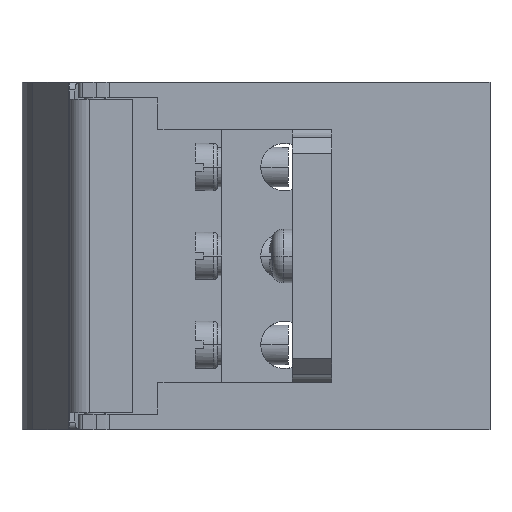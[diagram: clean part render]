
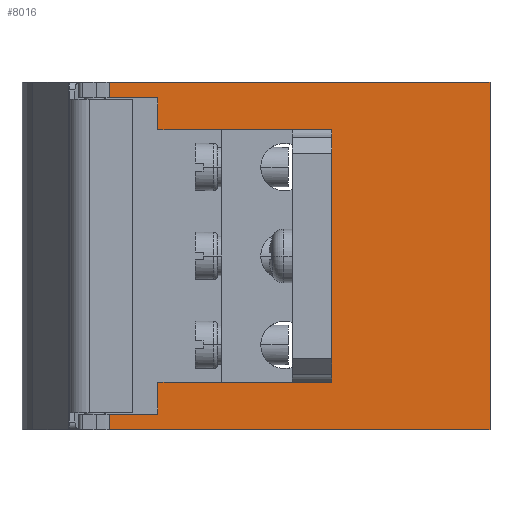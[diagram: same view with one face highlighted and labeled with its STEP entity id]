
A CAD part, left-side view. The second image highlights one B-rep face of the part: STEP entity #8016.
In plain terms, the highlighted planar face has unit normal (-1, 0, 0).
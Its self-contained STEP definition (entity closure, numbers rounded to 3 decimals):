
#1279=DIRECTION('',(0.,0.,1.));
#1280=VECTOR('',#1279,30.);
#1281=CARTESIAN_POINT('',(-21.,20.,-15.));
#1282=LINE('',#1281,#1280);
#1283=DIRECTION('',(0.,1.,0.));
#1284=VECTOR('',#1283,6.172);
#1285=CARTESIAN_POINT('',(-21.,42.,20.));
#1286=LINE('',#1285,#1284);
#1287=DIRECTION('',(0.,0.,1.));
#1288=VECTOR('',#1287,2.);
#1289=CARTESIAN_POINT('',(-21.,48.172,20.));
#1290=LINE('',#1289,#1288);
#1291=DIRECTION('',(0.,-1.,0.));
#1292=VECTOR('',#1291,48.172);
#1293=CARTESIAN_POINT('',(-21.,48.172,22.));
#1294=LINE('',#1293,#1292);
#1295=DIRECTION('',(0.,1.,0.));
#1296=VECTOR('',#1295,48.172);
#1297=CARTESIAN_POINT('',(-21.,0.,-22.));
#1298=LINE('',#1297,#1296);
#1299=DIRECTION('',(0.,-1.,0.));
#1300=VECTOR('',#1299,6.172);
#1301=CARTESIAN_POINT('',(-21.,48.172,-20.));
#1302=LINE('',#1301,#1300);
#1395=DIRECTION('',(0.,0.,-1.));
#1396=VECTOR('',#1395,1.);
#1397=CARTESIAN_POINT('',(-21.,20.,16.));
#1398=LINE('',#1397,#1396);
#1412=DIRECTION('',(0.,0.,-1.));
#1413=VECTOR('',#1412,1.);
#1414=CARTESIAN_POINT('',(-21.,20.,-15.));
#1415=LINE('',#1414,#1413);
#2805=DIRECTION('',(0.,0.,-1.));
#2806=VECTOR('',#2805,4.);
#2807=CARTESIAN_POINT('',(-21.,42.,20.));
#2808=LINE('',#2807,#2806);
#2821=DIRECTION('',(0.,-1.,0.));
#2822=VECTOR('',#2821,22.);
#2823=CARTESIAN_POINT('',(-21.,42.,16.));
#2824=LINE('',#2823,#2822);
#2845=DIRECTION('',(0.,1.,0.));
#2846=VECTOR('',#2845,22.);
#2847=CARTESIAN_POINT('',(-21.,20.,-16.));
#2848=LINE('',#2847,#2846);
#2849=DIRECTION('',(0.,0.,-1.));
#2850=VECTOR('',#2849,4.);
#2851=CARTESIAN_POINT('',(-21.,42.,-16.));
#2852=LINE('',#2851,#2850);
#3173=DIRECTION('',(0.,0.,1.));
#3174=VECTOR('',#3173,44.);
#3175=CARTESIAN_POINT('',(-21.,0.,-22.));
#3176=LINE('',#3175,#3174);
#4305=DIRECTION('',(0.,0.,-1.));
#4306=VECTOR('',#4305,2.);
#4307=CARTESIAN_POINT('',(-21.,48.172,-20.));
#4308=LINE('',#4307,#4306);
#4979=CARTESIAN_POINT('',(-21.,48.172,-22.));
#4980=VERTEX_POINT('',#4979);
#4981=CARTESIAN_POINT('',(-21.,0.,-22.));
#4982=VERTEX_POINT('',#4981);
#5035=CARTESIAN_POINT('',(-21.,48.172,-20.));
#5037=VERTEX_POINT('',#5035);
#5105=CARTESIAN_POINT('',(-21.,48.172,20.));
#5106=VERTEX_POINT('',#5105);
#5108=CARTESIAN_POINT('',(-21.,42.,20.));
#5110=VERTEX_POINT('',#5108);
#5153=CARTESIAN_POINT('',(-21.,0.,22.));
#5154=VERTEX_POINT('',#5153);
#5155=CARTESIAN_POINT('',(-21.,48.172,22.));
#5156=VERTEX_POINT('',#5155);
#5169=CARTESIAN_POINT('',(-21.,42.,-20.));
#5170=VERTEX_POINT('',#5169);
#5171=CARTESIAN_POINT('',(-21.,42.,-16.));
#5172=VERTEX_POINT('',#5171);
#5173=CARTESIAN_POINT('',(-21.,20.,-16.));
#5174=VERTEX_POINT('',#5173);
#5175=CARTESIAN_POINT('',(-21.,42.,16.));
#5176=CARTESIAN_POINT('',(-21.,20.,16.));
#5177=VERTEX_POINT('',#5175);
#5178=VERTEX_POINT('',#5176);
#6157=CARTESIAN_POINT('',(-21.,20.,-15.));
#6158=CARTESIAN_POINT('',(-21.,20.,15.));
#6159=VERTEX_POINT('',#6157);
#6160=VERTEX_POINT('',#6158);
#7985=CARTESIAN_POINT('',(-21.,24.086,0.));
#7986=DIRECTION('',(1.,0.,0.));
#7987=DIRECTION('',(0.,-1.,0.));
#7988=AXIS2_PLACEMENT_3D('',#7985,#7986,#7987);
#7989=PLANE('',#7988);
#7991=ORIENTED_EDGE('',*,*,#7990,.T.);
#7993=ORIENTED_EDGE('',*,*,#7992,.F.);
#7995=ORIENTED_EDGE('',*,*,#7994,.F.);
#7997=ORIENTED_EDGE('',*,*,#7996,.F.);
#7998=ORIENTED_EDGE('',*,*,#7716,.T.);
#7999=ORIENTED_EDGE('',*,*,#7980,.T.);
#8000=ORIENTED_EDGE('',*,*,#7392,.T.);
#8002=ORIENTED_EDGE('',*,*,#8001,.F.);
#8004=ORIENTED_EDGE('',*,*,#8003,.T.);
#8006=ORIENTED_EDGE('',*,*,#8005,.F.);
#8007=ORIENTED_EDGE('',*,*,#7532,.T.);
#8009=ORIENTED_EDGE('',*,*,#8008,.F.);
#8011=ORIENTED_EDGE('',*,*,#8010,.F.);
#8013=ORIENTED_EDGE('',*,*,#8012,.F.);
#8014=EDGE_LOOP('',(#7991,#7993,#7995,#7997,#7998,#7999,#8000,#8002,#8004,#8006,
#8007,#8009,#8011,#8013));
#8015=FACE_OUTER_BOUND('',#8014,.F.);
#7392=EDGE_CURVE('',#5156,#5154,#1294,.T.);
#7532=EDGE_CURVE('',#5037,#5170,#1302,.T.);
#7716=EDGE_CURVE('',#5110,#5106,#1286,.T.);
#7980=EDGE_CURVE('',#5106,#5156,#1290,.T.);
#7990=EDGE_CURVE('',#6159,#6160,#1282,.T.);
#7992=EDGE_CURVE('',#5178,#6160,#1398,.T.);
#7994=EDGE_CURVE('',#5177,#5178,#2824,.T.);
#7996=EDGE_CURVE('',#5110,#5177,#2808,.T.);
#8001=EDGE_CURVE('',#4982,#5154,#3176,.T.);
#8003=EDGE_CURVE('',#4982,#4980,#1298,.T.);
#8005=EDGE_CURVE('',#5037,#4980,#4308,.T.);
#8008=EDGE_CURVE('',#5172,#5170,#2852,.T.);
#8010=EDGE_CURVE('',#5174,#5172,#2848,.T.);
#8012=EDGE_CURVE('',#6159,#5174,#1415,.T.);
#8016=ADVANCED_FACE('',(#8015),#7989,.F.);
